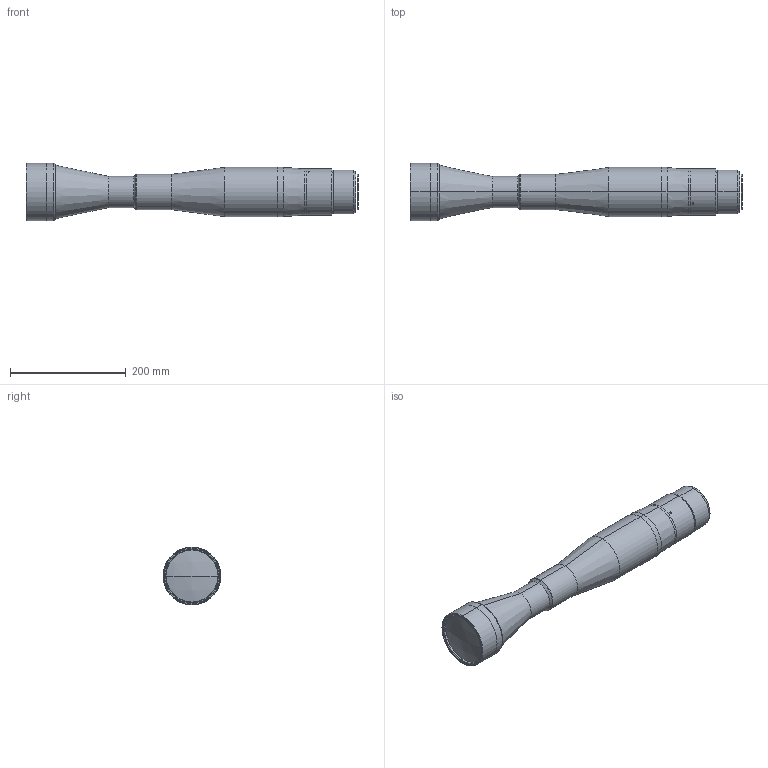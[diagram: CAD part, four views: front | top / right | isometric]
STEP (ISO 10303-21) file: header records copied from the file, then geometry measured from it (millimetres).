
FILE_DESCRIPTION (( 'STEP AP214' ), '1' );
FILE_NAME ('TC12K064.STEP', '2014-04-10T10:47:47', ( 'user' ), ( '' ), 'SwSTEP 2.0', 'SolidWorks 2013', '' );
FILE_SCHEMA (( 'AUTOMOTIVE_DESIGN' ));
Length unit declared in the file: millimetre
Products named in the file (1): TC12K064
Bounding box: 574.28 x 100 x 100 mm (x, y, z)
Surface area: 181769.9 mm2 (no closed solid volume)
Topology: 0 solids, 12 shells, 92 faces, 222 edges, 142 vertices
Faces by surface type: cylinder 48, plane 19, cone 19, torus 4, sphere 2
Entity records: 3939 total; most frequent: CARTESIAN_POINT 697, DIRECTION 517, ORIENTED_EDGE 390, EDGE_CURVE 222, AXIS2_PLACEMENT_3D 218, VERTEX_POINT 142, CIRCLE 125, EDGE_LOOP 108
